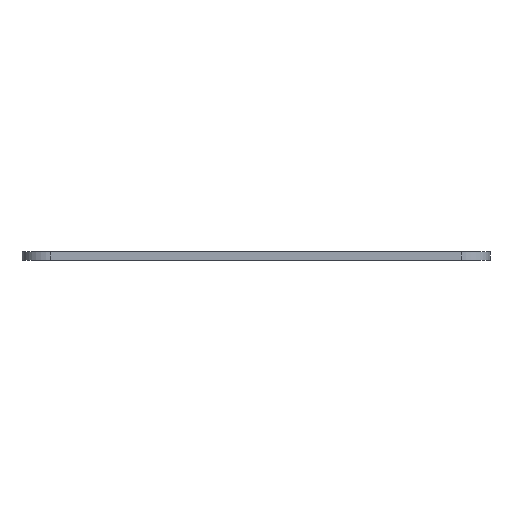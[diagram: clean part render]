
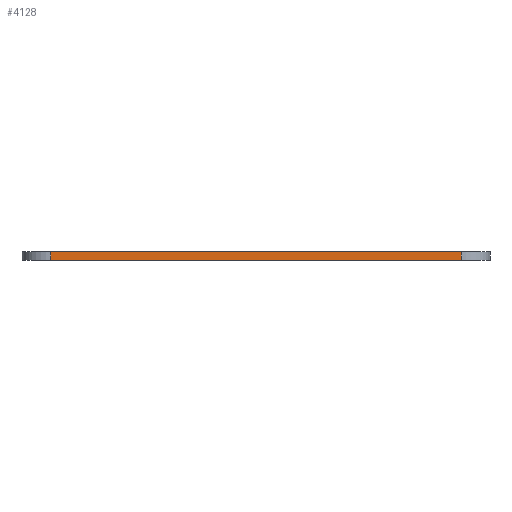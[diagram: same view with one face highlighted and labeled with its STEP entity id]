
A CAD part, front view. The second image highlights one B-rep face of the part: STEP entity #4128.
In plain terms, the highlighted planar face has unit normal (0, -1, 0).
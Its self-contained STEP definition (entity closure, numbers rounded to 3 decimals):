
#149=PLANE('',#4257);
#369=FACE_OUTER_BOUND('',#607,.T.);
#607=EDGE_LOOP('',(#3709,#3710,#3711,#3712));
#832=LINE('',#8271,#1123);
#859=LINE('',#8370,#1150);
#862=LINE('',#8377,#1153);
#903=LINE('',#8491,#1194);
#1123=VECTOR('',#4543,10.);
#1150=VECTOR('',#4628,10.);
#1153=VECTOR('',#4637,10.);
#1194=VECTOR('',#4768,10.);
#1829=VERTEX_POINT('',#8268);
#1830=VERTEX_POINT('',#8270);
#1873=VERTEX_POINT('',#8368);
#1874=VERTEX_POINT('',#8375);
#2410=EDGE_CURVE('',#1829,#1830,#832,.T.);
#2458=EDGE_CURVE('',#1873,#1829,#859,.T.);
#2462=EDGE_CURVE('',#1830,#1874,#862,.T.);
#2519=EDGE_CURVE('',#1874,#1873,#903,.T.);
#3709=ORIENTED_EDGE('',*,*,#2458,.F.);
#3710=ORIENTED_EDGE('',*,*,#2519,.F.);
#3711=ORIENTED_EDGE('',*,*,#2462,.F.);
#3712=ORIENTED_EDGE('',*,*,#2410,.F.);
#4128=ADVANCED_FACE('',(#369),#149,.T.);
#4257=AXIS2_PLACEMENT_3D('',#8490,#4766,#4767);
#4543=DIRECTION('',(-1.,0.,0.));
#4628=DIRECTION('',(0.,0.,-1.));
#4637=DIRECTION('',(0.,0.,1.));
#4766=DIRECTION('center_axis',(0.,-1.,0.));
#4767=DIRECTION('ref_axis',(1.,0.,0.));
#4768=DIRECTION('',(1.,0.,0.));
#8268=CARTESIAN_POINT('',(67.715,-66.189,0.));
#8270=CARTESIAN_POINT('',(-4.198,-66.189,0.));
#8271=CARTESIAN_POINT('',(72.715,-66.189,0.));
#8368=CARTESIAN_POINT('',(67.715,-66.189,1.5));
#8370=CARTESIAN_POINT('',(67.715,-66.189,0.));
#8375=CARTESIAN_POINT('',(-4.198,-66.189,1.5));
#8377=CARTESIAN_POINT('',(-4.198,-66.189,0.));
#8490=CARTESIAN_POINT('Origin',(-9.198,-66.189,0.));
#8491=CARTESIAN_POINT('',(72.715,-66.189,1.5));
